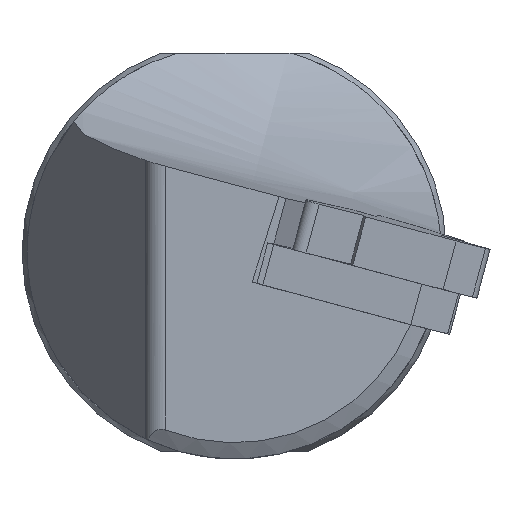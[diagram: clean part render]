
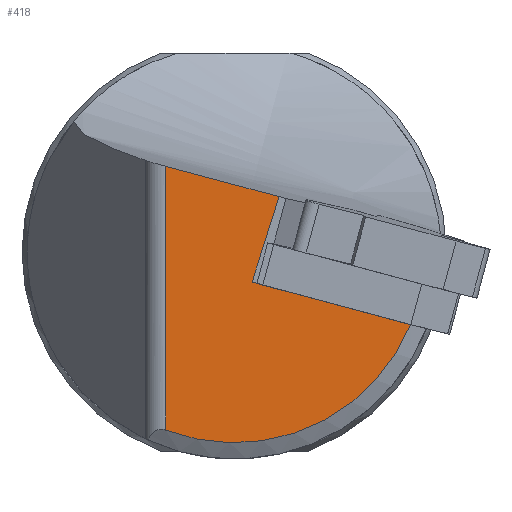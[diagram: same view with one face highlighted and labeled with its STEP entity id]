
A CAD part, left-side view. The second image highlights one B-rep face of the part: STEP entity #418.
In plain terms, the highlighted planar face has unit normal (-1, 0, 0).
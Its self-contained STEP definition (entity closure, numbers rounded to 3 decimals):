
#418=ADVANCED_FACE('',(#497),#455,.T.);
#455=PLANE('',#1251);
#497=FACE_OUTER_BOUND('',#545,.T.);
#545=EDGE_LOOP('',(#897,#898,#899,#900,#901,#902));
#576=B_SPLINE_CURVE_WITH_KNOTS('',3,(#1686,#1687,#1688,#1689),
 .UNSPECIFIED.,.F.,.F.,(4,4),(0.,1.),.UNSPECIFIED.);
#588=CIRCLE('',#1228,17.977);
#606=LINE('',#1510,#685);
#630=LINE('',#1577,#709);
#640=LINE('',#1975,#719);
#641=LINE('',#1977,#720);
#685=VECTOR('',#1287,1.);
#709=VECTOR('',#1337,1.);
#719=VECTOR('',#1401,1.);
#720=VECTOR('',#1404,1.);
#897=ORIENTED_EDGE('',*,*,#1156,.F.);
#898=ORIENTED_EDGE('',*,*,#1136,.F.);
#899=ORIENTED_EDGE('',*,*,#1155,.T.);
#900=ORIENTED_EDGE('',*,*,#1121,.T.);
#901=ORIENTED_EDGE('',*,*,#1087,.F.);
#902=ORIENTED_EDGE('',*,*,#1116,.F.);
#1008=VERTEX_POINT('',#1509);
#1009=VERTEX_POINT('',#1511);
#1027=VERTEX_POINT('',#1578);
#1030=VERTEX_POINT('',#1588);
#1040=VERTEX_POINT('',#1685);
#1041=VERTEX_POINT('',#1690);
#1087=EDGE_CURVE('',#1008,#1009,#606,.T.);
#1116=EDGE_CURVE('',#1027,#1008,#630,.T.);
#1121=EDGE_CURVE('',#1030,#1009,#588,.T.);
#1136=EDGE_CURVE('',#1040,#1041,#576,.T.);
#1155=EDGE_CURVE('',#1040,#1030,#640,.T.);
#1156=EDGE_CURVE('',#1041,#1027,#641,.T.);
#1228=AXIS2_PLACEMENT_3D('',#1587,#1349,#1350);
#1251=AXIS2_PLACEMENT_3D('',#1978,#1405,#1406);
#1287=DIRECTION('',(0.,-0.966,-0.259));
#1337=DIRECTION('',(0.,-0.966,-0.259));
#1349=DIRECTION('',(-1.,0.,0.));
#1350=DIRECTION('',(0.,-1.,0.));
#1401=DIRECTION('',(0.,0.,-1.));
#1404=DIRECTION('',(0.,0.302,-0.953));
#1405=DIRECTION('',(-1.,0.,0.));
#1406=DIRECTION('',(0.,-1.,0.));
#1509=CARTESIAN_POINT('',(0.62,-2.359,-3.006));
#1510=CARTESIAN_POINT('',(0.62,84.197,20.187));
#1511=CARTESIAN_POINT('',(0.62,-16.629,-6.829));
#1577=CARTESIAN_POINT('',(0.62,84.197,20.187));
#1578=CARTESIAN_POINT('',(0.62,-1.685,-2.825));
#1587=CARTESIAN_POINT('',(0.62,0.,0.));
#1588=CARTESIAN_POINT('',(0.62,6.465,-16.774));
#1685=CARTESIAN_POINT('',(0.62,6.465,8.089));
#1686=CARTESIAN_POINT('',(0.62,6.465,8.089));
#1687=CARTESIAN_POINT('',(0.62,2.898,7.133));
#1688=CARTESIAN_POINT('',(0.62,-0.67,6.177));
#1689=CARTESIAN_POINT('',(0.62,-4.237,5.221));
#1690=CARTESIAN_POINT('',(0.62,-4.237,5.221));
#1975=CARTESIAN_POINT('',(0.62,6.465,415.537));
#1977=CARTESIAN_POINT('',(0.62,-124.073,383.081));
#1978=CARTESIAN_POINT('',(0.62,-21.736,415.537));
